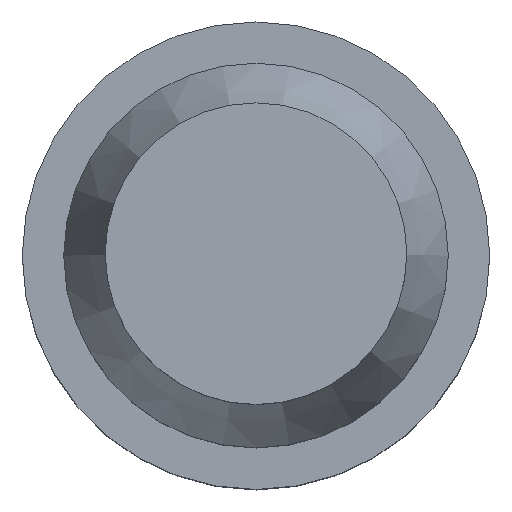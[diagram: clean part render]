
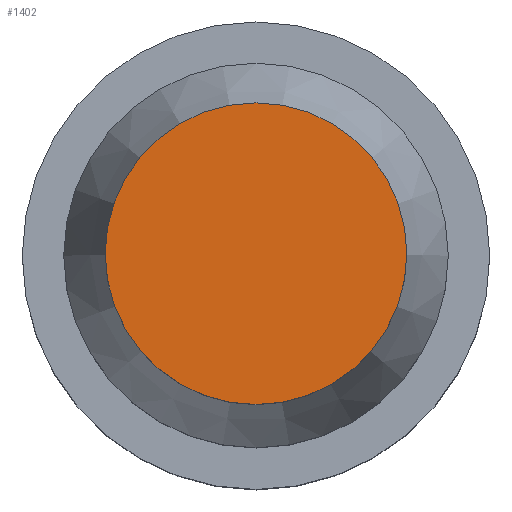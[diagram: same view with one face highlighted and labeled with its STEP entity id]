
A CAD part, top view. The second image highlights one B-rep face of the part: STEP entity #1402.
In plain terms, the highlighted planar face has unit normal (0, 0, 1).
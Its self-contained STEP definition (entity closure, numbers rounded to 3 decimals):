
#338=PLANE($,#1462);
#462=FACE_OUTER_BOUND($,#547,.T.);
#547=EDGE_LOOP($,(#1230));
#600=CIRCLE($,#1434,10.);
#626=VERTEX_POINT($,#1782);
#762=EDGE_CURVE($,#626,#626,#600,.T.);
#1230=ORIENTED_EDGE($,*,*,#762,.F.);
#1402=ADVANCED_FACE($,(#462),#338,.F.);
#1434=AXIS2_PLACEMENT_3D($,#1783,#1520,#1521);
#1462=AXIS2_PLACEMENT_3D($,#2613,#1679,#1680);
#1520=DIRECTION('center_axis',(0.,0.,-1.));
#1521=DIRECTION('ref_axis',(-1.,0.,0.));
#1679=DIRECTION('center_axis',(0.,0.,-1.));
#1680=DIRECTION('ref_axis',(-1.,0.,0.));
#1782=CARTESIAN_POINT('',(10.,0.,97.));
#1783=CARTESIAN_POINT('Origin',(0.,0.,97.));
#2613=CARTESIAN_POINT('Origin',(0.,0.,97.));
